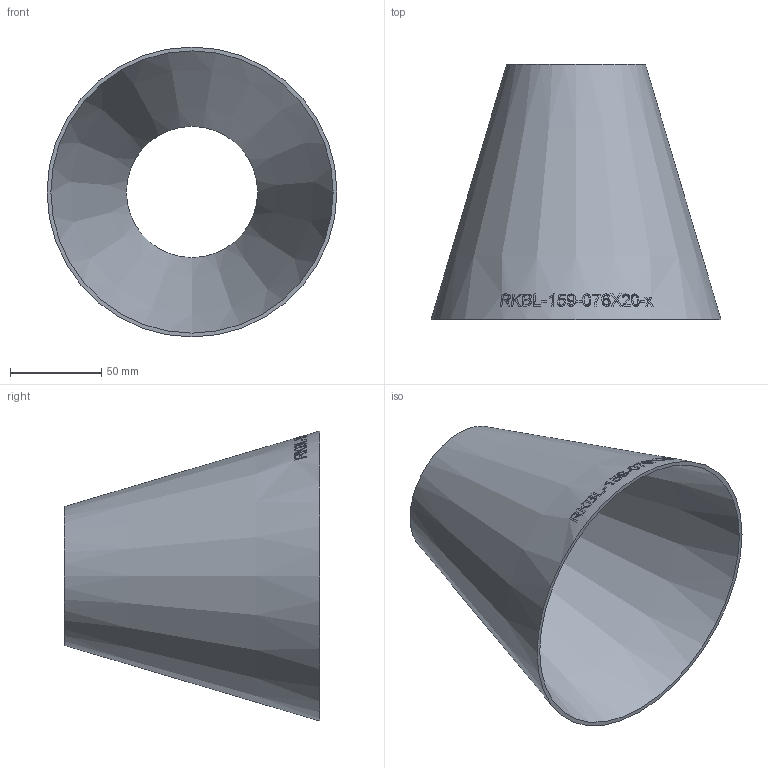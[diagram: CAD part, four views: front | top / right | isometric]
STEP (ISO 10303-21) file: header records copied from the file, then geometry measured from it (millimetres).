
FILE_DESCRIPTION (( 'STEP AP214' ), '1' );
FILE_NAME ('RKBL-159-076X20-x Reduzierung aus Blech ISO-sonstige 2006.STEP', '2020-06-30T07:53:35', ( '' ), ( '' ), 'SwSTEP 2.0', 'SolidWorks 2019', '' );
FILE_SCHEMA (( 'AUTOMOTIVE_DESIGN' ));
Length unit declared in the file: millimetre
Products named in the file (1): RKBL-159-076X20-x Reduzierung aus Blech ISO-sonstige 2006
Bounding box: 159 x 140 x 159 mm (x, y, z)
Volume: 106110.9 mm3; surface area: 107463 mm2
Topology: 1 solids, 1 shells, 221 faces, 585 edges, 390 vertices
Faces by surface type: bspline 193, cone 26, plane 2
Entity records: 30732 total; most frequent: CARTESIAN_POINT 24623, ORIENTED_EDGE 1166, EDGE_CURVE 583, B_SPLINE_CURVE_WITH_KNOTS 579, VERTEX_POINT 390, EDGE_LOOP 249, ADVANCED_FACE 221, FACE_OUTER_BOUND 221
